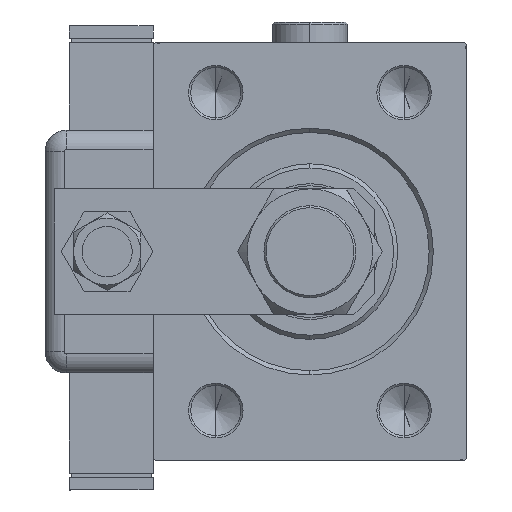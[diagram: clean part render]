
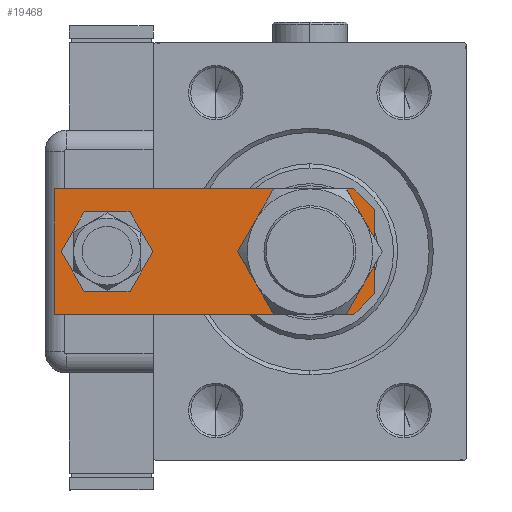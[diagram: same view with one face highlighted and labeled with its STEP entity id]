
A CAD part, left-side view. The second image highlights one B-rep face of the part: STEP entity #19468.
In plain terms, the highlighted face is planar.
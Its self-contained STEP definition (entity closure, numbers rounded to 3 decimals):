
#126 = CARTESIAN_POINT ( 'NONE',  ( -15., 76.5, 0. ) ) ;
#504 = FACE_BOUND ( 'NONE', #1591, .T. ) ;
#972 = CIRCLE ( 'NONE', #63166, 10. ) ;
#1591 = EDGE_LOOP ( 'NONE', ( #3908, #24915 ) ) ;
#2109 = DIRECTION ( 'NONE',  ( 0., 1., 0. ) ) ;
#2632 = VECTOR ( 'NONE', #50768, 1000. ) ;
#3119 = EDGE_LOOP ( 'NONE', ( #20167, #49459 ) ) ;
#3583 = VECTOR ( 'NONE', #2109, 1000. ) ;
#3908 = ORIENTED_EDGE ( 'NONE', *, *, #24698, .T. ) ;
#7181 = VERTEX_POINT ( 'NONE', #62218 ) ;
#7776 = AXIS2_PLACEMENT_3D ( 'NONE', #28305, #47771, #52569 ) ;
#9067 = DIRECTION ( 'NONE',  ( 0., 0., 1. ) ) ;
#11086 = CARTESIAN_POINT ( 'NONE',  ( 15., 76.5, 0. ) ) ;
#11276 = CIRCLE ( 'NONE', #35782, 7. ) ;
#11683 = DIRECTION ( 'NONE',  ( 1., 0., 0. ) ) ;
#11755 = EDGE_LOOP ( 'NONE', ( #12227, #19811, #48980, #57000, #42907, #53378 ) ) ;
#11896 = CARTESIAN_POINT ( 'NONE',  ( -15., 5., 0. ) ) ;
#12227 = ORIENTED_EDGE ( 'NONE', *, *, #56619, .F. ) ;
#12282 = VERTEX_POINT ( 'NONE', #20579 ) ;
#12463 = VECTOR ( 'NONE', #33175, 1000. ) ;
#13768 = CARTESIAN_POINT ( 'NONE',  ( -10., 0., 0. ) ) ;
#14003 = LINE ( 'NONE', #56814, #12463 ) ;
#14953 = CIRCLE ( 'NONE', #7776, 10. ) ;
#15914 = VERTEX_POINT ( 'NONE', #13768 ) ;
#16338 = VERTEX_POINT ( 'NONE', #11086 ) ;
#17323 = LINE ( 'NONE', #47022, #29760 ) ;
#18534 = CARTESIAN_POINT ( 'NONE',  ( -10., 0., 0. ) ) ;
#18860 = CARTESIAN_POINT ( 'NONE',  ( 15., 5., 0. ) ) ;
#19326 = VECTOR ( 'NONE', #23335, 1000. ) ;
#19468 = ADVANCED_FACE ( 'NONE', ( #30219, #30528, #504 ), #20314, .F. ) ;
#19811 = ORIENTED_EDGE ( 'NONE', *, *, #44768, .T. ) ;
#20167 = ORIENTED_EDGE ( 'NONE', *, *, #51499, .T. ) ;
#20314 = PLANE ( 'NONE',  #60618 ) ;
#20358 = CIRCLE ( 'NONE', #56057, 7. ) ;
#20579 = CARTESIAN_POINT ( 'NONE',  ( 10., 15.5, 0. ) ) ;
#21534 = EDGE_CURVE ( 'NONE', #60663, #16338, #59934, .T. ) ;
#22032 = CARTESIAN_POINT ( 'NONE',  ( -10., 15.5, 0. ) ) ;
#22170 = EDGE_CURVE ( 'NONE', #50751, #58418, #60338, .T. ) ;
#22818 = DIRECTION ( 'NONE',  ( 1., 0., 0. ) ) ;
#23335 = DIRECTION ( 'NONE',  ( -0.707, 0.707, 0. ) ) ;
#23655 = DIRECTION ( 'NONE',  ( -0.707, -0.707, 0. ) ) ;
#24698 = EDGE_CURVE ( 'NONE', #26897, #12282, #14953, .T. ) ;
#24915 = ORIENTED_EDGE ( 'NONE', *, *, #44439, .T. ) ;
#26300 = VERTEX_POINT ( 'NONE', #52827 ) ;
#26896 = VERTEX_POINT ( 'NONE', #41521 ) ;
#26897 = VERTEX_POINT ( 'NONE', #22032 ) ;
#28132 = LINE ( 'NONE', #18534, #19326 ) ;
#28305 = CARTESIAN_POINT ( 'NONE',  ( 0., 15.5, 0. ) ) ;
#29082 = LINE ( 'NONE', #18860, #45413 ) ;
#29760 = VECTOR ( 'NONE', #37772, 1000. ) ;
#30125 = EDGE_CURVE ( 'NONE', #60663, #7181, #29082, .T. ) ;
#30219 = FACE_OUTER_BOUND ( 'NONE', #11755, .T. ) ;
#30528 = FACE_BOUND ( 'NONE', #3119, .T. ) ;
#33175 = DIRECTION ( 'NONE',  ( 1., 0., 0. ) ) ;
#35001 = CARTESIAN_POINT ( 'NONE',  ( 0., 0., 0. ) ) ;
#35782 = AXIS2_PLACEMENT_3D ( 'NONE', #59994, #40211, #59679 ) ;
#35980 = CARTESIAN_POINT ( 'NONE',  ( 0., 15.5, 0. ) ) ;
#37772 = DIRECTION ( 'NONE',  ( -1., 0., 0. ) ) ;
#39809 = DIRECTION ( 'NONE',  ( 0., 0., 1. ) ) ;
#40211 = DIRECTION ( 'NONE',  ( 0., 0., 1. ) ) ;
#41521 = CARTESIAN_POINT ( 'NONE',  ( -7., 64., 0. ) ) ;
#42907 = ORIENTED_EDGE ( 'NONE', *, *, #21534, .F. ) ;
#44439 = EDGE_CURVE ( 'NONE', #12282, #26897, #972, .T. ) ;
#44768 = EDGE_CURVE ( 'NONE', #15914, #58418, #28132, .T. ) ;
#45413 = VECTOR ( 'NONE', #23655, 1000. ) ;
#47022 = CARTESIAN_POINT ( 'NONE',  ( 15., 76.5, 0. ) ) ;
#47771 = DIRECTION ( 'NONE',  ( 0., 0., 1. ) ) ;
#48895 = EDGE_CURVE ( 'NONE', #26300, #26896, #20358, .T. ) ;
#48980 = ORIENTED_EDGE ( 'NONE', *, *, #22170, .F. ) ;
#49368 = DIRECTION ( 'NONE',  ( 1., 0., 0. ) ) ;
#49459 = ORIENTED_EDGE ( 'NONE', *, *, #48895, .T. ) ;
#50039 = CARTESIAN_POINT ( 'NONE',  ( 15., 0., 0. ) ) ;
#50751 = VERTEX_POINT ( 'NONE', #126 ) ;
#50768 = DIRECTION ( 'NONE',  ( 0., -1., 0. ) ) ;
#51499 = EDGE_CURVE ( 'NONE', #26896, #26300, #11276, .T. ) ;
#51885 = CARTESIAN_POINT ( 'NONE',  ( 0., 64., 0. ) ) ;
#52569 = DIRECTION ( 'NONE',  ( 1., 0., 0. ) ) ;
#52827 = CARTESIAN_POINT ( 'NONE',  ( 7., 64., 0. ) ) ;
#53378 = ORIENTED_EDGE ( 'NONE', *, *, #30125, .T. ) ;
#53385 = EDGE_CURVE ( 'NONE', #16338, #50751, #17323, .T. ) ;
#56057 = AXIS2_PLACEMENT_3D ( 'NONE', #51885, #9067, #22818 ) ;
#56619 = EDGE_CURVE ( 'NONE', #15914, #7181, #14003, .T. ) ;
#56814 = CARTESIAN_POINT ( 'NONE',  ( -15., 0., 0. ) ) ;
#57000 = ORIENTED_EDGE ( 'NONE', *, *, #53385, .F. ) ;
#57182 = CARTESIAN_POINT ( 'NONE',  ( 15., 5., 0. ) ) ;
#58418 = VERTEX_POINT ( 'NONE', #11896 ) ;
#59396 = CARTESIAN_POINT ( 'NONE',  ( -15., 76.5, 0. ) ) ;
#59679 = DIRECTION ( 'NONE',  ( 1., 0., 0. ) ) ;
#59934 = LINE ( 'NONE', #50039, #3583 ) ;
#59994 = CARTESIAN_POINT ( 'NONE',  ( 0., 64., 0. ) ) ;
#60232 = DIRECTION ( 'NONE',  ( 0., 0., 1. ) ) ;
#60338 = LINE ( 'NONE', #59396, #2632 ) ;
#60618 = AXIS2_PLACEMENT_3D ( 'NONE', #35001, #39809, #49368 ) ;
#60663 = VERTEX_POINT ( 'NONE', #57182 ) ;
#62218 = CARTESIAN_POINT ( 'NONE',  ( 10., 0., 0. ) ) ;
#63166 = AXIS2_PLACEMENT_3D ( 'NONE', #35980, #60232, #11683 ) ;
